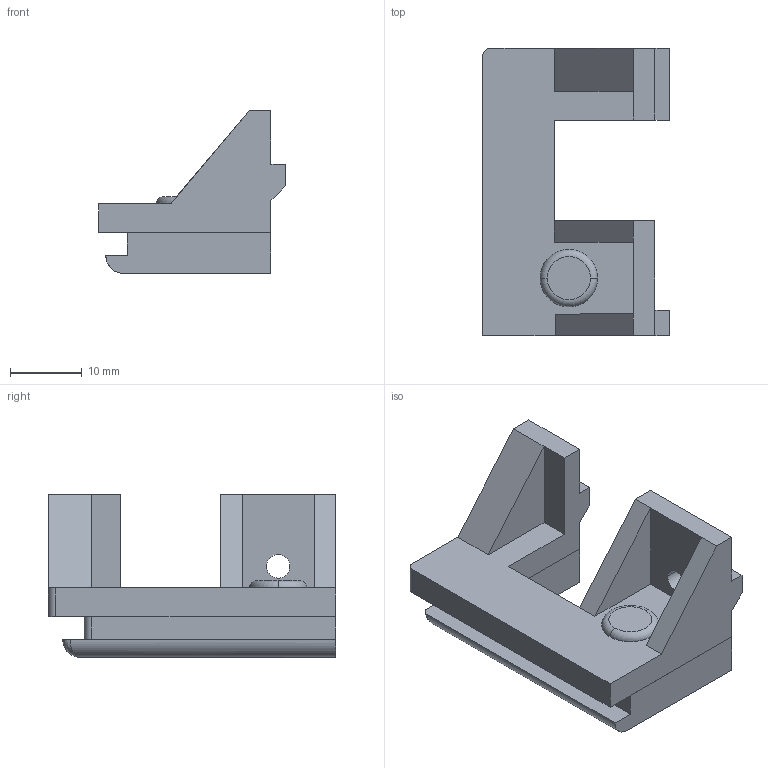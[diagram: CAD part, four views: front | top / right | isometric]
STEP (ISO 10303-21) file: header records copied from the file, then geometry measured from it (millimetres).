
FILE_DESCRIPTION (( 'STEP AP203' ), '1' );
FILE_NAME ('Z Belt Cover A Assembly.STEP', '2025-07-19T15:55:11', ( '' ), ( '' ), 'SwSTEP 2.0', 'SolidWorks 2025', '' );
FILE_SCHEMA (( 'CONFIG_CONTROL_DESIGN' ));
Length unit declared in the file: millimetre
Products named in the file (3): Z Belt Cover A Assembly; Z Belt Cover A Top; Z Belt Cover A Bottom
Assembly tree (2 placements, depth 2):
  Z Belt Cover A Assembly
    Z Belt Cover A Bottom
    Z Belt Cover A Top
Bounding box: 26 x 40 x 22.7 mm (x, y, z)
Volume: 8119 mm3; surface area: 5780.1 mm2
Topology: 3 solids, 3 shells, 84 faces, 202 edges, 131 vertices
Faces by surface type: plane 61, cylinder 16, torus 6, bspline 1
Entity records: 2762 total; most frequent: CARTESIAN_POINT 468, DIRECTION 420, ORIENTED_EDGE 402, EDGE_CURVE 201, LINE 154, VECTOR 154, AXIS2_PLACEMENT_3D 133, VERTEX_POINT 131
